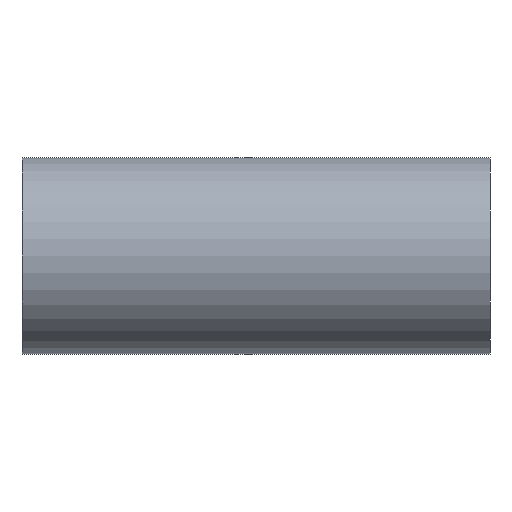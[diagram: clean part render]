
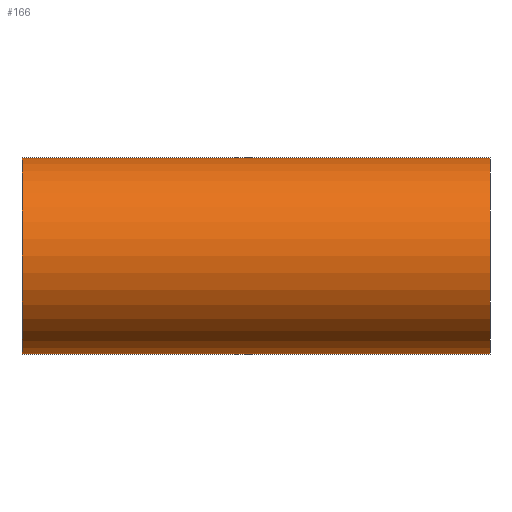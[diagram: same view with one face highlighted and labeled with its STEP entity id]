
A CAD part, left-side view. The second image highlights one B-rep face of the part: STEP entity #166.
In plain terms, the highlighted cylindrical face has radius 42 mm (diameter 84 mm), a full revolution.
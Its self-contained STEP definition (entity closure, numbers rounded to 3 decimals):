
#166=ADVANCED_FACE('',(#610,#612,#614),#616,.T.);
#610=FACE_OUTER_BOUND('',#611,.T.);
#611=EDGE_LOOP('',(#958));
#612=FACE_BOUND('',#613,.T.);
#613=EDGE_LOOP('',(#959,#960));
#614=FACE_BOUND('',#615,.T.);
#615=EDGE_LOOP('',(#961,#962,#963,#964));
#616=CYLINDRICAL_SURFACE('',#617,42.);
#617=AXIS2_PLACEMENT_3D('',#618,#619,#620);
#618=CARTESIAN_POINT('',(0.,200.,0.));
#619=DIRECTION('',(-0.,-1.,-0.));
#620=DIRECTION('',(0.,0.,-1.));
#958=ORIENTED_EDGE('',*,*,#1230,.F.);
#959=ORIENTED_EDGE('',*,*,#1231,.T.);
#960=ORIENTED_EDGE('',*,*,#1232,.T.);
#961=ORIENTED_EDGE('',*,*,#1233,.T.);
#962=ORIENTED_EDGE('',*,*,#1234,.T.);
#963=ORIENTED_EDGE('',*,*,#1235,.T.);
#964=ORIENTED_EDGE('',*,*,#1236,.T.);
#1230=EDGE_CURVE('',#1400,#1400,#1401,.T.);
#1231=EDGE_CURVE('',#1402,#1403,#1404,.T.);
#1232=EDGE_CURVE('',#1403,#1402,#1405,.T.);
#1233=EDGE_CURVE('',#1406,#1407,#1408,.T.);
#1234=EDGE_CURVE('',#1407,#1409,#1410,.F.);
#1235=EDGE_CURVE('',#1409,#1411,#1412,.F.);
#1236=EDGE_CURVE('',#1411,#1406,#1413,.T.);
#1400=VERTEX_POINT('',#1726);
#1401=CIRCLE('',#1727,42.);
#1402=VERTEX_POINT('',#1731);
#1403=VERTEX_POINT('',#1732);
#1404=CIRCLE('',#1733,42.);
#1405=CIRCLE('',#1737,42.);
#1406=VERTEX_POINT('',#1741);
#1407=VERTEX_POINT('',#1742);
#1408=CIRCLE('',#1743,42.);
#1409=VERTEX_POINT('',#1747);
#1410=LINE('',#1748,#1749);
#1411=VERTEX_POINT('',#1751);
#1412=CIRCLE('',#1752,42.);
#1413=LINE('',#1756,#1757);
#1726=CARTESIAN_POINT('',(0.,200.,-42.));
#1727=AXIS2_PLACEMENT_3D('',#1728,#1729,#1730);
#1728=CARTESIAN_POINT('',(0.,200.,0.));
#1729=DIRECTION('',(0.,1.,0.));
#1730=DIRECTION('',(0.,0.,1.));
#1731=CARTESIAN_POINT('',(0.,0.,42.));
#1732=CARTESIAN_POINT('',(0.,0.,-42.));
#1733=AXIS2_PLACEMENT_3D('',#1734,#1735,#1736);
#1734=CARTESIAN_POINT('',(0.,0.,0.));
#1735=DIRECTION('',(-0.,1.,0.));
#1736=DIRECTION('',(0.,0.,1.));
#1737=AXIS2_PLACEMENT_3D('',#1738,#1739,#1740);
#1738=CARTESIAN_POINT('',(0.,0.,0.));
#1739=DIRECTION('',(-0.,1.,0.));
#1740=DIRECTION('',(0.,-0.,-1.));
#1741=CARTESIAN_POINT('',(39.102,113.,-15.33));
#1742=CARTESIAN_POINT('',(39.102,113.,15.33));
#1743=AXIS2_PLACEMENT_3D('',#1744,#1745,#1746);
#1744=CARTESIAN_POINT('',(0.,113.,0.));
#1745=DIRECTION('',(0.,-1.,0.));
#1746=DIRECTION('',(0.931,0.,-0.365));
#1747=CARTESIAN_POINT('',(39.102,198.,15.33));
#1748=CARTESIAN_POINT('',(39.102,198.,15.33));
#1749=VECTOR('',#1750,1.);
#1750=DIRECTION('',(0.,-1.,0.));
#1751=CARTESIAN_POINT('',(39.102,198.,-15.33));
#1752=AXIS2_PLACEMENT_3D('',#1753,#1754,#1755);
#1753=CARTESIAN_POINT('',(0.,198.,0.));
#1754=DIRECTION('',(0.,-1.,0.));
#1755=DIRECTION('',(0.931,0.,-0.365));
#1756=CARTESIAN_POINT('',(39.102,198.,-15.33));
#1757=VECTOR('',#1758,1.);
#1758=DIRECTION('',(0.,-1.,0.));
